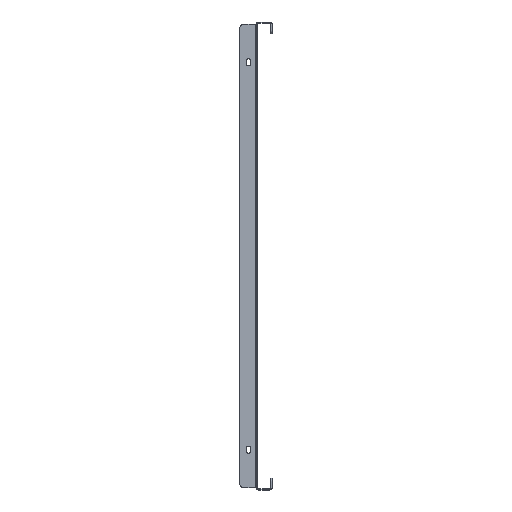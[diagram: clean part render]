
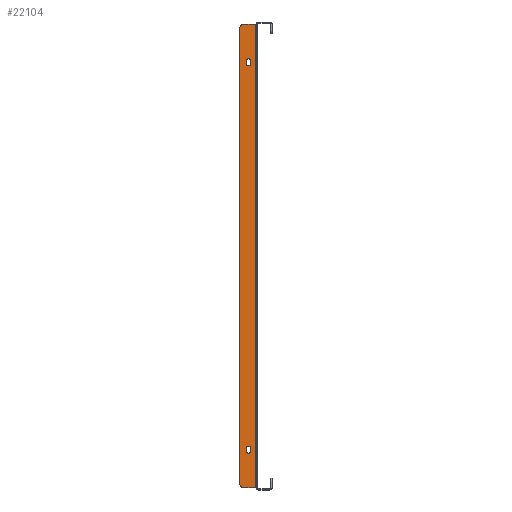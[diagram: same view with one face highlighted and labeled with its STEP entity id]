
A CAD part, left-side view. The second image highlights one B-rep face of the part: STEP entity #22104.
In plain terms, the highlighted planar face has unit normal (-1, 0, 0).
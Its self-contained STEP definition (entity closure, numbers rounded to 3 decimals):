
#109 = VERTEX_POINT ( 'NONE', #19895 ) ;
#130 = DIRECTION ( 'NONE',  ( 0., 0., 1. ) ) ;
#761 = CARTESIAN_POINT ( 'NONE',  ( -396., 12.75, 248.75 ) ) ;
#845 = CIRCLE ( 'NONE', #23818, 2.75 ) ;
#1084 = ORIENTED_EDGE ( 'NONE', *, *, #29503, .T. ) ;
#1546 = FACE_OUTER_BOUND ( 'NONE', #17662, .T. ) ;
#1746 = CARTESIAN_POINT ( 'NONE',  ( -396., 7.25, -248.75 ) ) ;
#1942 = CARTESIAN_POINT ( 'NONE',  ( -396., 12.75, -248.75 ) ) ;
#2563 = CARTESIAN_POINT ( 'NONE',  ( -396., 10., -248.75 ) ) ;
#2903 = CARTESIAN_POINT ( 'NONE',  ( -396., 0., 295.5 ) ) ;
#3405 = ORIENTED_EDGE ( 'NONE', *, *, #22218, .F. ) ;
#4215 = FACE_BOUND ( 'NONE', #22196, .T. ) ;
#4265 = ORIENTED_EDGE ( 'NONE', *, *, #22242, .F. ) ;
#4521 = CARTESIAN_POINT ( 'NONE',  ( -396., 7.25, -245.25 ) ) ;
#4568 = ORIENTED_EDGE ( 'NONE', *, *, #8980, .T. ) ;
#4734 = VERTEX_POINT ( 'NONE', #14061 ) ;
#5057 = DIRECTION ( 'NONE',  ( 0., -1., 0. ) ) ;
#5105 = CARTESIAN_POINT ( 'NONE',  ( -396., 7.25, 245.25 ) ) ;
#5418 = CARTESIAN_POINT ( 'NONE',  ( -396., 21., -295.5 ) ) ;
#5738 = CARTESIAN_POINT ( 'NONE',  ( -396., 16., -290.5 ) ) ;
#6225 = CARTESIAN_POINT ( 'NONE',  ( -396., 16., -295.5 ) ) ;
#6316 = ORIENTED_EDGE ( 'NONE', *, *, #26058, .F. ) ;
#6453 = CARTESIAN_POINT ( 'NONE',  ( -396., 12.75, 245.25 ) ) ;
#6734 = ORIENTED_EDGE ( 'NONE', *, *, #15158, .F. ) ;
#6736 = AXIS2_PLACEMENT_3D ( 'NONE', #7724, #28668, #5057 ) ;
#7129 = DIRECTION ( 'NONE',  ( 0., 1., 0. ) ) ;
#7474 = DIRECTION ( 'NONE',  ( 0., 0., -1. ) ) ;
#7724 = CARTESIAN_POINT ( 'NONE',  ( -396., 10., 245.25 ) ) ;
#7772 = DIRECTION ( 'NONE',  ( 0., -1., 0. ) ) ;
#8112 = AXIS2_PLACEMENT_3D ( 'NONE', #5738, #24328, #7772 ) ;
#8124 = AXIS2_PLACEMENT_3D ( 'NONE', #28119, #13451, #29854 ) ;
#8239 = CARTESIAN_POINT ( 'NONE',  ( -396., 21., -290.5 ) ) ;
#8381 = VECTOR ( 'NONE', #12446, 1000. ) ;
#8581 = DIRECTION ( 'NONE',  ( -1., 0., 0. ) ) ;
#8601 = PLANE ( 'NONE',  #8124 ) ;
#8742 = DIRECTION ( 'NONE',  ( 0., -1., 0. ) ) ;
#8970 = EDGE_CURVE ( 'NONE', #11150, #19505, #17151, .T. ) ;
#8980 = EDGE_CURVE ( 'NONE', #24013, #21303, #28583, .T. ) ;
#9932 = VERTEX_POINT ( 'NONE', #29980 ) ;
#9951 = EDGE_CURVE ( 'NONE', #19505, #27442, #18093, .T. ) ;
#10267 = LINE ( 'NONE', #5418, #14177 ) ;
#11150 = VERTEX_POINT ( 'NONE', #21604 ) ;
#11558 = LINE ( 'NONE', #21088, #30568 ) ;
#11630 = ORIENTED_EDGE ( 'NONE', *, *, #19784, .F. ) ;
#11668 = CIRCLE ( 'NONE', #16163, 5. ) ;
#11877 = DIRECTION ( 'NONE',  ( 0., 0., -1. ) ) ;
#11971 = DIRECTION ( 'NONE',  ( 0., 0., 1. ) ) ;
#12003 = CARTESIAN_POINT ( 'NONE',  ( -396., 12.75, -245.25 ) ) ;
#12023 = CARTESIAN_POINT ( 'NONE',  ( -396., 7.25, 248.75 ) ) ;
#12446 = DIRECTION ( 'NONE',  ( 0., -1., 0. ) ) ;
#13451 = DIRECTION ( 'NONE',  ( -1., 0., 0. ) ) ;
#13983 = CIRCLE ( 'NONE', #17984, 2.75 ) ;
#14061 = CARTESIAN_POINT ( 'NONE',  ( -396., 1.5, -295.5 ) ) ;
#14166 = DIRECTION ( 'NONE',  ( -1., 0., 0. ) ) ;
#14177 = VECTOR ( 'NONE', #22136, 1000. ) ;
#14284 = VECTOR ( 'NONE', #7474, 1000. ) ;
#14459 = VERTEX_POINT ( 'NONE', #30928 ) ;
#14914 = DIRECTION ( 'NONE',  ( 0., -1., 0. ) ) ;
#15080 = ORIENTED_EDGE ( 'NONE', *, *, #16545, .F. ) ;
#15158 = EDGE_CURVE ( 'NONE', #24013, #22805, #24477, .T. ) ;
#15226 = CARTESIAN_POINT ( 'NONE',  ( -396., 16., 290.5 ) ) ;
#15789 = VECTOR ( 'NONE', #11971, 1000. ) ;
#16163 = AXIS2_PLACEMENT_3D ( 'NONE', #15226, #21941, #14914 ) ;
#16545 = EDGE_CURVE ( 'NONE', #9932, #109, #845, .T. ) ;
#16727 = ORIENTED_EDGE ( 'NONE', *, *, #24334, .T. ) ;
#17051 = EDGE_CURVE ( 'NONE', #14459, #30048, #24316, .T. ) ;
#17151 = LINE ( 'NONE', #5105, #21599 ) ;
#17155 = DIRECTION ( 'NONE',  ( 0., 0., 1. ) ) ;
#17662 = EDGE_LOOP ( 'NONE', ( #25611, #16727, #6734, #4568, #6316, #1084 ) ) ;
#17766 = VERTEX_POINT ( 'NONE', #6453 ) ;
#17984 = AXIS2_PLACEMENT_3D ( 'NONE', #2563, #28372, #23374 ) ;
#18093 = CIRCLE ( 'NONE', #26068, 2.75 ) ;
#18141 = FACE_BOUND ( 'NONE', #27151, .T. ) ;
#18283 = VECTOR ( 'NONE', #17155, 1000. ) ;
#18588 = ORIENTED_EDGE ( 'NONE', *, *, #25167, .F. ) ;
#18831 = CARTESIAN_POINT ( 'NONE',  ( -396., 1.5, 295.5 ) ) ;
#19217 = CIRCLE ( 'NONE', #6736, 2.75 ) ;
#19505 = VERTEX_POINT ( 'NONE', #12023 ) ;
#19643 = CARTESIAN_POINT ( 'NONE',  ( -396., 21., 290.5 ) ) ;
#19784 = EDGE_CURVE ( 'NONE', #24264, #25523, #13983, .T. ) ;
#19895 = CARTESIAN_POINT ( 'NONE',  ( -396., 12.75, -245.25 ) ) ;
#20801 = ORIENTED_EDGE ( 'NONE', *, *, #8970, .F. ) ;
#21088 = CARTESIAN_POINT ( 'NONE',  ( -396., 12.75, 245.25 ) ) ;
#21303 = VERTEX_POINT ( 'NONE', #6225 ) ;
#21599 = VECTOR ( 'NONE', #29473, 1000. ) ;
#21604 = CARTESIAN_POINT ( 'NONE',  ( -396., 7.25, 245.25 ) ) ;
#21941 = DIRECTION ( 'NONE',  ( -1., 0., 0. ) ) ;
#22104 = ADVANCED_FACE ( 'NONE', ( #18141, #4215, #1546 ), #8601, .T. ) ;
#22136 = DIRECTION ( 'NONE',  ( 0., 1., 0. ) ) ;
#22143 = CARTESIAN_POINT ( 'NONE',  ( -396., 21., 295.5 ) ) ;
#22196 = EDGE_LOOP ( 'NONE', ( #15080, #4265, #11630, #28107 ) ) ;
#22218 = EDGE_CURVE ( 'NONE', #27442, #17766, #11558, .T. ) ;
#22242 = EDGE_CURVE ( 'NONE', #25523, #9932, #25930, .T. ) ;
#22805 = VERTEX_POINT ( 'NONE', #19643 ) ;
#23374 = DIRECTION ( 'NONE',  ( 0., 1., 0. ) ) ;
#23818 = AXIS2_PLACEMENT_3D ( 'NONE', #26340, #14166, #7129 ) ;
#23849 = LINE ( 'NONE', #26028, #15789 ) ;
#24013 = VERTEX_POINT ( 'NONE', #8239 ) ;
#24264 = VERTEX_POINT ( 'NONE', #1942 ) ;
#24316 = LINE ( 'NONE', #2903, #8381 ) ;
#24328 = DIRECTION ( 'NONE',  ( -1., 0., 0. ) ) ;
#24334 = EDGE_CURVE ( 'NONE', #14459, #22805, #11668, .T. ) ;
#24477 = LINE ( 'NONE', #22143, #18283 ) ;
#24678 = ORIENTED_EDGE ( 'NONE', *, *, #9951, .F. ) ;
#25167 = EDGE_CURVE ( 'NONE', #17766, #11150, #19217, .T. ) ;
#25523 = VERTEX_POINT ( 'NONE', #1746 ) ;
#25611 = ORIENTED_EDGE ( 'NONE', *, *, #17051, .F. ) ;
#25930 = LINE ( 'NONE', #4521, #29082 ) ;
#26028 = CARTESIAN_POINT ( 'NONE',  ( -396., 1.5, 0. ) ) ;
#26058 = EDGE_CURVE ( 'NONE', #4734, #21303, #10267, .T. ) ;
#26068 = AXIS2_PLACEMENT_3D ( 'NONE', #27638, #8581, #8742 ) ;
#26070 = LINE ( 'NONE', #12003, #14284 ) ;
#26340 = CARTESIAN_POINT ( 'NONE',  ( -396., 10., -245.25 ) ) ;
#27151 = EDGE_LOOP ( 'NONE', ( #18588, #3405, #24678, #20801 ) ) ;
#27442 = VERTEX_POINT ( 'NONE', #761 ) ;
#27638 = CARTESIAN_POINT ( 'NONE',  ( -396., 10., 248.75 ) ) ;
#28107 = ORIENTED_EDGE ( 'NONE', *, *, #29049, .F. ) ;
#28119 = CARTESIAN_POINT ( 'NONE',  ( -396., 0., 0. ) ) ;
#28372 = DIRECTION ( 'NONE',  ( -1., 0., 0. ) ) ;
#28583 = CIRCLE ( 'NONE', #8112, 5. ) ;
#28668 = DIRECTION ( 'NONE',  ( -1., 0., 0. ) ) ;
#29049 = EDGE_CURVE ( 'NONE', #109, #24264, #26070, .T. ) ;
#29082 = VECTOR ( 'NONE', #130, 1000. ) ;
#29473 = DIRECTION ( 'NONE',  ( 0., 0., 1. ) ) ;
#29503 = EDGE_CURVE ( 'NONE', #4734, #30048, #23849, .T. ) ;
#29854 = DIRECTION ( 'NONE',  ( 0., -1., 0. ) ) ;
#29980 = CARTESIAN_POINT ( 'NONE',  ( -396., 7.25, -245.25 ) ) ;
#30048 = VERTEX_POINT ( 'NONE', #18831 ) ;
#30568 = VECTOR ( 'NONE', #11877, 1000. ) ;
#30928 = CARTESIAN_POINT ( 'NONE',  ( -396., 16., 295.5 ) ) ;
